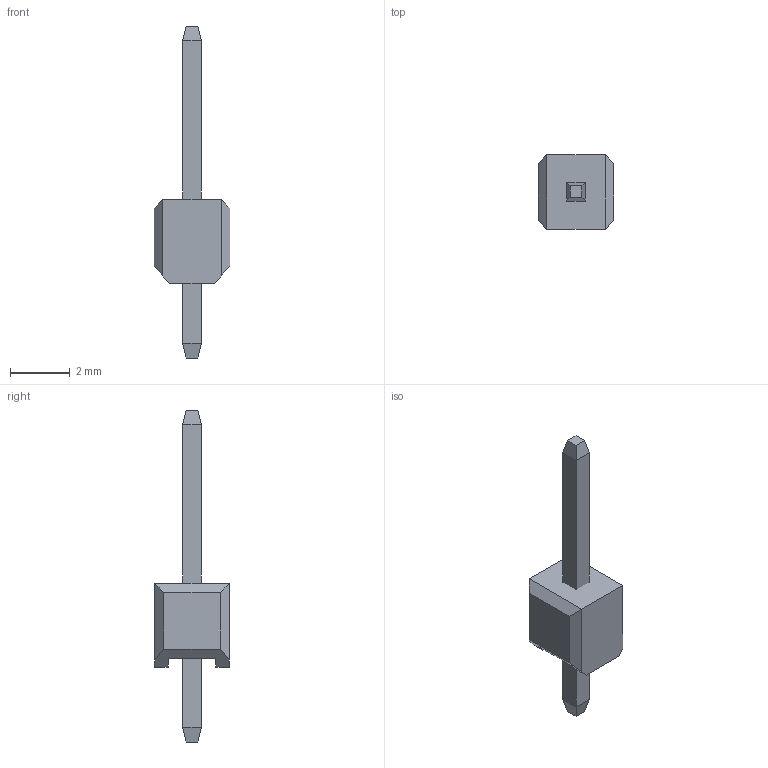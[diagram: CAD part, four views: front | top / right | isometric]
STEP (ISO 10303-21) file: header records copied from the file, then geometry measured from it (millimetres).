
FILE_DESCRIPTION(('FreeCAD Model'),'2;1');
FILE_NAME('PLS-1 white.step','2020-05-22T09:46:19',( 'Author'),(''),'Open CASCADE STEP processor 7.3','FreeCAD','Unknown' );
FILE_SCHEMA(('AUTOMOTIVE_DESIGN { 1 0 10303 214 1 1 1 1 }'));
Length unit declared in the file: millimetre
Products named in the file (2): Export_pin; Export_plastic_body
Bounding box: 2.54 x 2.5 x 11.1 mm (x, y, z)
Volume: 19.8 mm3; surface area: 64.5 mm2
Topology: 2 solids, 2 shells, 35 faces, 80 edges, 49 vertices
Faces by surface type: plane 27, bspline 8
Entity records: 2014 total; most frequent: CARTESIAN_POINT 365, DIRECTION 280, LINE 224, VECTOR 224, ORIENTED_EDGE 160, PCURVE 160, DEFINITIONAL_REPRESENTATION 160, EDGE_CURVE 80
